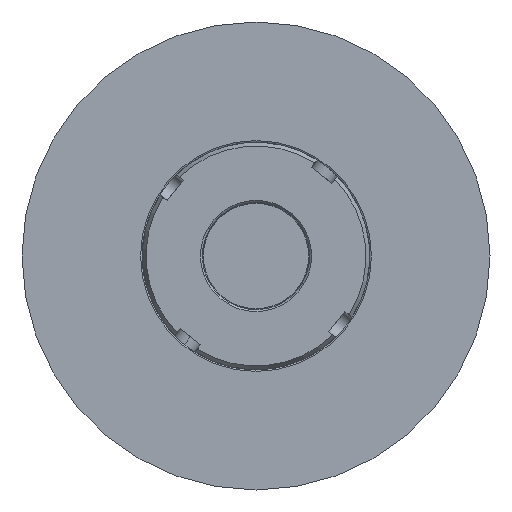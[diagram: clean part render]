
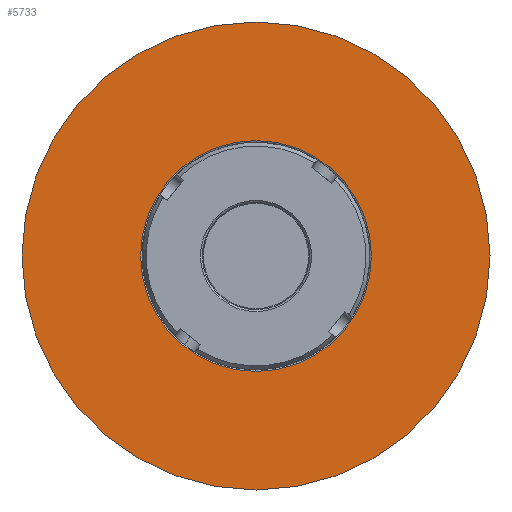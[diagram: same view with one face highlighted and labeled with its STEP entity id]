
A CAD part, left-side view. The second image highlights one B-rep face of the part: STEP entity #5733.
In plain terms, the highlighted planar face has unit normal (-1, 0, 0).
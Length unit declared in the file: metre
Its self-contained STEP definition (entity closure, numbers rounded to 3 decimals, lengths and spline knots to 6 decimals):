
#213 = ORIENTED_EDGE ( 'NONE', *, *, #3749, .F. ) ;
#946 = CIRCLE ( 'NONE', #960, 0.036 ) ;
#960 = AXIS2_PLACEMENT_3D ( 'NONE', #4899, #4897, #4896 ) ;
#1332 = CARTESIAN_POINT ( 'NONE',  ( -0.0036, 0., 0.036 ) ) ;
#1344 = ORIENTED_EDGE ( 'NONE', *, *, #4950, .T. ) ;
#1415 = ORIENTED_EDGE ( 'NONE', *, *, #6656, .F. ) ;
#1419 = ORIENTED_EDGE ( 'NONE', *, *, #4023, .T. ) ;
#1863 = DIRECTION ( 'NONE',  ( 0., 0., -1. ) ) ;
#1865 = DIRECTION ( 'NONE',  ( 0., 0., -1. ) ) ;
#1866 = DIRECTION ( 'NONE',  ( 1., 0., 0. ) ) ;
#1867 = CARTESIAN_POINT ( 'NONE',  ( -0.0036, 0., 0. ) ) ;
#1891 = CARTESIAN_POINT ( 'NONE',  ( -0.0036, 0., 0. ) ) ;
#1968 = DIRECTION ( 'NONE',  ( 1., 0., 0. ) ) ;
#2214 = VERTEX_POINT ( 'NONE', #1332 ) ;
#2274 = VERTEX_POINT ( 'NONE', #6354 ) ;
#2286 = VERTEX_POINT ( 'NONE', #6324 ) ;
#2358 = VERTEX_POINT ( 'NONE', #6388 ) ;
#3158 = CARTESIAN_POINT ( 'NONE',  ( -0.0036, 0., 0. ) ) ;
#3365 = DIRECTION ( 'NONE',  ( 0., 0., 1. ) ) ;
#3690 = PLANE ( 'NONE',  #3887 ) ;
#3695 = DIRECTION ( 'NONE',  ( -1., 0., 0. ) ) ;
#3749 = EDGE_CURVE ( 'NONE', #2286, #2214, #7432, .T. ) ;
#3887 = AXIS2_PLACEMENT_3D ( 'NONE', #3158, #3695, #3365 ) ;
#4023 = EDGE_CURVE ( 'NONE', #2358, #2274, #6272, .T. ) ;
#4896 = DIRECTION ( 'NONE',  ( 0., 0., -1. ) ) ;
#4897 = DIRECTION ( 'NONE',  ( 1., 0., 0. ) ) ;
#4899 = CARTESIAN_POINT ( 'NONE',  ( -0.0036, 0., 0. ) ) ;
#4950 = EDGE_CURVE ( 'NONE', #2274, #2358, #6208, .T. ) ;
#5192 = FACE_BOUND ( 'NONE', #6761, .T. ) ;
#5324 = FACE_OUTER_BOUND ( 'NONE', #6892, .T. ) ;
#5493 = DIRECTION ( 'NONE',  ( 1., 0., 0. ) ) ;
#5540 = DIRECTION ( 'NONE',  ( 0., 0., -1. ) ) ;
#5557 = CARTESIAN_POINT ( 'NONE',  ( -0.0036, 0., 0. ) ) ;
#5733 = ADVANCED_FACE ( 'NONE', ( #5192, #5324 ), #3690, .T. ) ;
#6175 = AXIS2_PLACEMENT_3D ( 'NONE', #1891, #1968, #1863 ) ;
#6208 = CIRCLE ( 'NONE', #6175, 0.01775 ) ;
#6272 = CIRCLE ( 'NONE', #6277, 0.01775 ) ;
#6277 = AXIS2_PLACEMENT_3D ( 'NONE', #1867, #1866, #1865 ) ;
#6324 = CARTESIAN_POINT ( 'NONE',  ( -0.0036, 0., -0.036 ) ) ;
#6354 = CARTESIAN_POINT ( 'NONE',  ( -0.0036, 0., 0.01775 ) ) ;
#6388 = CARTESIAN_POINT ( 'NONE',  ( -0.0036, 0., -0.01775 ) ) ;
#6656 = EDGE_CURVE ( 'NONE', #2214, #2286, #946, .T. ) ;
#6761 = EDGE_LOOP ( 'NONE', ( #1419, #1344 ) ) ;
#6892 = EDGE_LOOP ( 'NONE', ( #213, #1415 ) ) ;
#7410 = AXIS2_PLACEMENT_3D ( 'NONE', #5557, #5493, #5540 ) ;
#7432 = CIRCLE ( 'NONE', #7410, 0.036 ) ;
